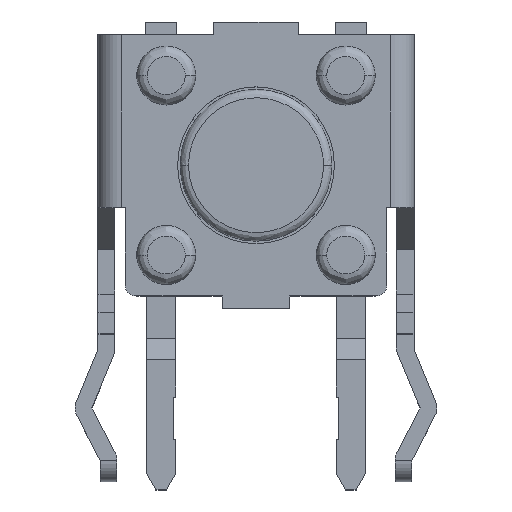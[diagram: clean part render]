
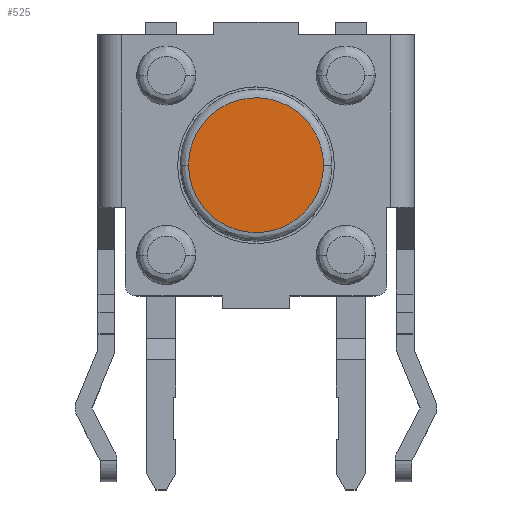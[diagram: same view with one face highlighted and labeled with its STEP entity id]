
A CAD part, top view. The second image highlights one B-rep face of the part: STEP entity #525.
In plain terms, the highlighted planar face has unit normal (0, 0, 1).
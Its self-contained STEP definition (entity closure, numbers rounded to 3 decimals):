
#516 = EDGE_CURVE ( 'NONE', #1687, #1686, #7064, .T. ) ;
#521 = EDGE_CURVE ( 'NONE', #1687, #1686, #7092, .T. ) ;
#525 = ADVANCED_FACE ( 'NONE', ( #2487 ), #3729, .T. ) ;
#666 = ORIENTED_EDGE ( 'NONE', *, *, #521, .F. ) ;
#668 = ORIENTED_EDGE ( 'NONE', *, *, #516, .T. ) ;
#1210 = EDGE_LOOP ( 'NONE', ( #666, #668 ) ) ;
#1686 = VERTEX_POINT ( 'NONE', #4364 ) ;
#1687 = VERTEX_POINT ( 'NONE', #4365 ) ;
#2487 = FACE_OUTER_BOUND ( 'NONE', #1210, .T. ) ;
#3310 = AXIS2_PLACEMENT_3D ( 'NONE', #3730, #3731, #3732 ) ;
#3615 = CARTESIAN_POINT ( 'NONE',  ( -1.6, 0., 1.55 ) ) ;
#3616 = CARTESIAN_POINT ( 'NONE',  ( -1.6, -0.076, 1.55 ) ) ;
#3617 = CARTESIAN_POINT ( 'NONE',  ( -1.592, -0.189, 1.55 ) ) ;
#3618 = CARTESIAN_POINT ( 'NONE',  ( -1.569, -0.319, 1.55 ) ) ;
#3619 = CARTESIAN_POINT ( 'NONE',  ( -1.553, -0.384, 1.55 ) ) ;
#3620 = CARTESIAN_POINT ( 'NONE',  ( -1.546, -0.411, 1.55 ) ) ;
#3621 = CARTESIAN_POINT ( 'NONE',  ( -1.541, -0.43, 1.55 ) ) ;
#3622 = CARTESIAN_POINT ( 'NONE',  ( -1.539, -0.437, 1.55 ) ) ;
#3623 = CARTESIAN_POINT ( 'NONE',  ( -1.523, -0.491, 1.55 ) ) ;
#3624 = CARTESIAN_POINT ( 'NONE',  ( -1.502, -0.556, 1.55 ) ) ;
#3625 = CARTESIAN_POINT ( 'NONE',  ( -1.472, -0.629, 1.55 ) ) ;
#3626 = CARTESIAN_POINT ( 'NONE',  ( -1.458, -0.66, 1.55 ) ) ;
#3627 = CARTESIAN_POINT ( 'NONE',  ( -1.448, -0.681, 1.55 ) ) ;
#3628 = CARTESIAN_POINT ( 'NONE',  ( -1.444, -0.69, 1.55 ) ) ;
#3629 = CARTESIAN_POINT ( 'NONE',  ( -1.416, -0.747, 1.55 ) ) ;
#3630 = CARTESIAN_POINT ( 'NONE',  ( -1.38, -0.813, 1.55 ) ) ;
#3631 = CARTESIAN_POINT ( 'NONE',  ( -1.332, -0.888, 1.55 ) ) ;
#3632 = CARTESIAN_POINT ( 'NONE',  ( -1.31, -0.919, 1.55 ) ) ;
#3633 = CARTESIAN_POINT ( 'NONE',  ( -1.295, -0.94, 1.55 ) ) ;
#3634 = CARTESIAN_POINT ( 'NONE',  ( -1.288, -0.949, 1.55 ) ) ;
#3635 = CARTESIAN_POINT ( 'NONE',  ( -1.246, -1.005, 1.55 ) ) ;
#3636 = CARTESIAN_POINT ( 'NONE',  ( -1.193, -1.069, 1.55 ) ) ;
#3637 = CARTESIAN_POINT ( 'NONE',  ( -1.134, -1.129, 1.55 ) ) ;
#3638 = CARTESIAN_POINT ( 'NONE',  ( -1.094, -1.168, 1.55 ) ) ;
#3639 = CARTESIAN_POINT ( 'NONE',  ( -1.075, -1.185, 1.55 ) ) ;
#3640 = CARTESIAN_POINT ( 'NONE',  ( -1.006, -1.245, 1.55 ) ) ;
#3641 = CARTESIAN_POINT ( 'NONE',  ( -0.935, -1.301, 1.55 ) ) ;
#3642 = CARTESIAN_POINT ( 'NONE',  ( -0.858, -1.351, 1.55 ) ) ;
#3643 = CARTESIAN_POINT ( 'NONE',  ( -0.806, -1.382, 1.55 ) ) ;
#3644 = CARTESIAN_POINT ( 'NONE',  ( -0.781, -1.397, 1.55 ) ) ;
#3645 = CARTESIAN_POINT ( 'NONE',  ( -0.696, -1.442, 1.55 ) ) ;
#3646 = CARTESIAN_POINT ( 'NONE',  ( -0.638, -1.469, 1.55 ) ) ;
#3647 = CARTESIAN_POINT ( 'NONE',  ( -0.518, -1.515, 1.55 ) ) ;
#3648 = CARTESIAN_POINT ( 'NONE',  ( -0.458, -1.534, 1.55 ) ) ;
#3649 = CARTESIAN_POINT ( 'NONE',  ( -0.265, -1.584, 1.55 ) ) ;
#3650 = CARTESIAN_POINT ( 'NONE',  ( -0.133, -1.6, 1.55 ) ) ;
#3651 = CARTESIAN_POINT ( 'NONE',  ( 0.066, -1.6, 1.55 ) ) ;
#3652 = CARTESIAN_POINT ( 'NONE',  ( 0.166, -1.594, 1.55 ) ) ;
#3653 = CARTESIAN_POINT ( 'NONE',  ( 0.264, -1.578, 1.55 ) ) ;
#3654 = CARTESIAN_POINT ( 'NONE',  ( 0.329, -1.566, 1.55 ) ) ;
#3655 = CARTESIAN_POINT ( 'NONE',  ( 0.363, -1.559, 1.55 ) ) ;
#3656 = CARTESIAN_POINT ( 'NONE',  ( 0.456, -1.535, 1.55 ) ) ;
#3657 = CARTESIAN_POINT ( 'NONE',  ( 0.548, -1.506, 1.55 ) ) ;
#3658 = CARTESIAN_POINT ( 'NONE',  ( 0.637, -1.468, 1.55 ) ) ;
#3659 = CARTESIAN_POINT ( 'NONE',  ( 0.695, -1.441, 1.55 ) ) ;
#3660 = CARTESIAN_POINT ( 'NONE',  ( 0.726, -1.426, 1.55 ) ) ;
#3661 = CARTESIAN_POINT ( 'NONE',  ( 0.807, -1.383, 1.55 ) ) ;
#3662 = CARTESIAN_POINT ( 'NONE',  ( 0.884, -1.336, 1.55 ) ) ;
#3663 = CARTESIAN_POINT ( 'NONE',  ( 0.97, -1.273, 1.55 ) ) ;
#3664 = CARTESIAN_POINT ( 'NONE',  ( 1.005, -1.245, 1.55 ) ) ;
#3665 = CARTESIAN_POINT ( 'NONE',  ( 1.029, -1.225, 1.55 ) ) ;
#3666 = CARTESIAN_POINT ( 'NONE',  ( 1.042, -1.215, 1.55 ) ) ;
#3667 = CARTESIAN_POINT ( 'NONE',  ( 1.094, -1.169, 1.55 ) ) ;
#3668 = CARTESIAN_POINT ( 'NONE',  ( 1.154, -1.11, 1.55 ) ) ;
#3669 = CARTESIAN_POINT ( 'NONE',  ( 1.219, -1.037, 1.55 ) ) ;
#3670 = CARTESIAN_POINT ( 'NONE',  ( 1.246, -1.004, 1.55 ) ) ;
#3671 = CARTESIAN_POINT ( 'NONE',  ( 1.263, -0.982, 1.55 ) ) ;
#3672 = CARTESIAN_POINT ( 'NONE',  ( 1.272, -0.97, 1.55 ) ) ;
#3673 = CARTESIAN_POINT ( 'NONE',  ( 1.31, -0.92, 1.55 ) ) ;
#3674 = CARTESIAN_POINT ( 'NONE',  ( 1.353, -0.857, 1.55 ) ) ;
#3675 = CARTESIAN_POINT ( 'NONE',  ( 1.397, -0.78, 1.55 ) ) ;
#3676 = CARTESIAN_POINT ( 'NONE',  ( 1.415, -0.747, 1.55 ) ) ;
#3677 = CARTESIAN_POINT ( 'NONE',  ( 1.427, -0.724, 1.55 ) ) ;
#3678 = CARTESIAN_POINT ( 'NONE',  ( 1.433, -0.711, 1.55 ) ) ;
#3679 = CARTESIAN_POINT ( 'NONE',  ( 1.458, -0.66, 1.55 ) ) ;
#3680 = CARTESIAN_POINT ( 'NONE',  ( 1.485, -0.598, 1.55 ) ) ;
#3681 = CARTESIAN_POINT ( 'NONE',  ( 1.512, -0.524, 1.55 ) ) ;
#3682 = CARTESIAN_POINT ( 'NONE',  ( 1.523, -0.491, 1.55 ) ) ;
#3683 = CARTESIAN_POINT ( 'NONE',  ( 1.53, -0.47, 1.55 ) ) ;
#3684 = CARTESIAN_POINT ( 'NONE',  ( 1.533, -0.457, 1.55 ) ) ;
#3685 = CARTESIAN_POINT ( 'NONE',  ( 1.579, -0.302, 1.55 ) ) ;
#3686 = CARTESIAN_POINT ( 'NONE',  ( 1.6, -0.153, 1.55 ) ) ;
#3687 = CARTESIAN_POINT ( 'NONE',  ( 1.6, 0., 1.55 ) ) ;
#3702 = CARTESIAN_POINT ( 'NONE',  ( -1.6, 0., 1.55 ) ) ;
#3703 = CARTESIAN_POINT ( 'NONE',  ( -1.6, 3.2, 1.55 ) ) ;
#3704 = CARTESIAN_POINT ( 'NONE',  ( 1.6, 3.2, 1.55 ) ) ;
#3705 = CARTESIAN_POINT ( 'NONE',  ( 1.6, 0., 1.55 ) ) ;
#3729 = PLANE ( 'NONE',  #3310 ) ;
#3730 = CARTESIAN_POINT ( 'NONE',  ( -1.619, -1.619, 1.55 ) ) ;
#3731 = DIRECTION ( 'NONE',  ( 0., 0., 1. ) ) ;
#3732 = DIRECTION ( 'NONE',  ( 1., 0., 0. ) ) ;
#4364 = CARTESIAN_POINT ( 'NONE',  ( 1.6, 0., 1.55 ) ) ;
#4365 = CARTESIAN_POINT ( 'NONE',  ( -1.6, 0., 1.55 ) ) ;
#7064 = B_SPLINE_CURVE_WITH_KNOTS ( 'NONE', 3,
 ( #3615, #3616, #3617, #3618, #3619, #3620, #3621, #3622, #3623, #3624, #3625, #3626, #3627, #3628, #3629, #3630, #3631, #3632, #3633, #3634, #3635, #3636, #3637, #3638, #3639, #3640, #3641, #3642, #3643, #3644, #3645, #3646, #3647, #3648, #3649, #3650, #3651, #3652, #3653, #3654, #3655, #3656, #3657, #3658, #3659, #3660, #3661, #3662, #3663, #3664, #3665, #3666, #3667, #3668, #3669, #3670, #3671, #3672, #3673, #3674, #3675, #3676, #3677, #3678, #3679, #3680, #3681, #3682, #3683, #3684, #3685, #3686, #3687 ),
 .UNSPECIFIED., .F., .F.,
 ( 4, 1, 1, 1, 2, 2, 1, 1, 2, 2, 1, 1, 2, 2, 1, 2, 2, 1, 2, 2, 2, 2, 2, 1, 2, 2, 1, 2, 2, 1, 1, 2, 2, 1, 1, 2, 2, 1, 1, 2, 2, 1, 1, 2, 2, 4 ),
 ( 0., 0.062, 0.094, 0.109, 0.117, 0.125, 0.156, 0.172, 0.18, 0.188, 0.219, 0.234, 0.242, 0.25, 0.281, 0.297, 0.313, 0.344, 0.359, 0.375, 0.406, 0.438, 0.5, 0.531, 0.547, 0.563, 0.594, 0.609, 0.625, 0.656, 0.672, 0.68, 0.688, 0.719, 0.734, 0.742, 0.75, 0.781, 0.797, 0.805, 0.813, 0.844, 0.859, 0.867, 0.875, 1. ),
 .UNSPECIFIED. ) ;
#7092 =( BOUNDED_CURVE ( )  B_SPLINE_CURVE ( 3, ( #3702, #3703, #3704, #3705 ),
 .UNSPECIFIED., .F., .T. ) 
 B_SPLINE_CURVE_WITH_KNOTS ( ( 4, 4 ),
 ( 0., 1. ),
 .UNSPECIFIED. ) 
 CURVE ( )  GEOMETRIC_REPRESENTATION_ITEM ( )  RATIONAL_B_SPLINE_CURVE ( ( 0.957, 0.319, 0.319, 0.957 ) ) 
 REPRESENTATION_ITEM ( '' )  );
